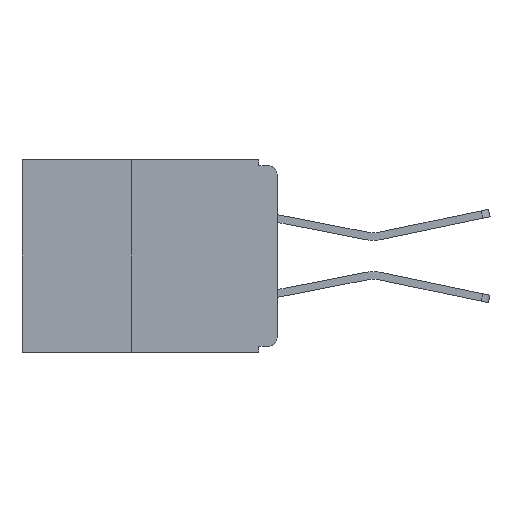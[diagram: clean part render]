
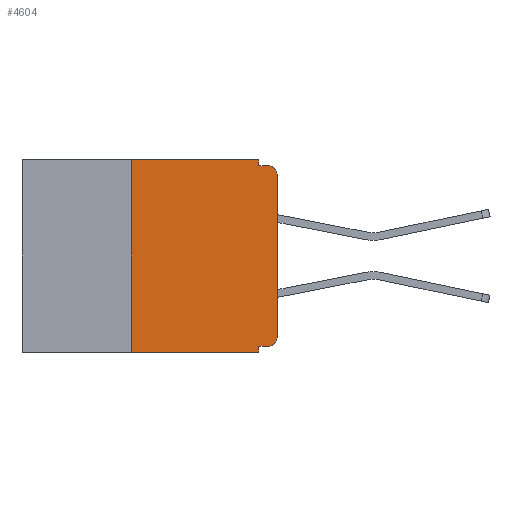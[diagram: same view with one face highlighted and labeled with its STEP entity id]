
A CAD part, left-side view. The second image highlights one B-rep face of the part: STEP entity #4604.
In plain terms, the highlighted planar face has unit normal (-1, 0, 0).
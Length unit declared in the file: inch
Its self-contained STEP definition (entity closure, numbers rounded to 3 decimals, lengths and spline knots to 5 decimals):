
#146 = VECTOR ( 'NONE', #22271, 39.37008 ) ;
#550 = DIRECTION ( 'NONE',  ( 0., 0., -1. ) ) ;
#606 = EDGE_CURVE ( 'NONE', #32543, #1768, #13996, .T. ) ;
#1541 = ORIENTED_EDGE ( 'NONE', *, *, #10517, .F. ) ;
#1768 = VERTEX_POINT ( 'NONE', #25538 ) ;
#2062 = CIRCLE ( 'NONE', #30177, 0.015 ) ;
#2872 = CARTESIAN_POINT ( 'NONE',  ( 0., 0.031, -0.32 ) ) ;
#4008 = VECTOR ( 'NONE', #15530, 39.37008 ) ;
#4604 = ADVANCED_FACE ( 'NONE', ( #9327 ), #7586, .F. ) ;
#4848 = CARTESIAN_POINT ( 'NONE',  ( 0., 0.015, -0.305 ) ) ;
#6525 = EDGE_LOOP ( 'NONE', ( #13937, #8310, #1541, #17465, #10943, #22577, #18787, #19628, #6559, #21317 ) ) ;
#6559 = ORIENTED_EDGE ( 'NONE', *, *, #33228, .F. ) ;
#6585 = VECTOR ( 'NONE', #22806, 39.37008 ) ;
#7219 = CARTESIAN_POINT ( 'NONE',  ( 0., 0.015, -0.32 ) ) ;
#7586 = PLANE ( 'NONE',  #14179 ) ;
#7631 = VERTEX_POINT ( 'NONE', #8385 ) ;
#7677 = DIRECTION ( 'NONE',  ( 0., 0., -1. ) ) ;
#7736 = CARTESIAN_POINT ( 'NONE',  ( 0., 0.031, 0. ) ) ;
#8310 = ORIENTED_EDGE ( 'NONE', *, *, #24145, .T. ) ;
#8385 = CARTESIAN_POINT ( 'NONE',  ( 0., 0.25, 0. ) ) ;
#9327 = FACE_OUTER_BOUND ( 'NONE', #6525, .T. ) ;
#9408 = CARTESIAN_POINT ( 'NONE',  ( 0., 0.031, -0.33 ) ) ;
#10121 = VECTOR ( 'NONE', #22681, 39.37008 ) ;
#10426 = DIRECTION ( 'NONE',  ( 0., 0., -1. ) ) ;
#10517 = EDGE_CURVE ( 'NONE', #1768, #14378, #26182, .T. ) ;
#10810 = VERTEX_POINT ( 'NONE', #2872 ) ;
#10943 = ORIENTED_EDGE ( 'NONE', *, *, #26741, .F. ) ;
#11127 = VERTEX_POINT ( 'NONE', #33917 ) ;
#13069 = VERTEX_POINT ( 'NONE', #7219 ) ;
#13559 = CARTESIAN_POINT ( 'NONE',  ( 0., 0.015, -0.025 ) ) ;
#13587 = VECTOR ( 'NONE', #16073, 39.37008 ) ;
#13937 = ORIENTED_EDGE ( 'NONE', *, *, #32565, .T. ) ;
#13996 = LINE ( 'NONE', #7736, #34958 ) ;
#14179 = AXIS2_PLACEMENT_3D ( 'NONE', #21396, #26890, #10426 ) ;
#14378 = VERTEX_POINT ( 'NONE', #19600 ) ;
#14862 = VECTOR ( 'NONE', #27993, 39.37008 ) ;
#15412 = CARTESIAN_POINT ( 'NONE',  ( 0., 0., -0.01 ) ) ;
#15530 = DIRECTION ( 'NONE',  ( 0., -1., 0. ) ) ;
#15696 = LINE ( 'NONE', #24544, #29421 ) ;
#15794 = AXIS2_PLACEMENT_3D ( 'NONE', #13559, #32733, #16374 ) ;
#16073 = DIRECTION ( 'NONE',  ( 0., -1., 0. ) ) ;
#16374 = DIRECTION ( 'NONE',  ( 0., 0., -1. ) ) ;
#16686 = CARTESIAN_POINT ( 'NONE',  ( 0., 0.25, -0.33 ) ) ;
#17385 = VERTEX_POINT ( 'NONE', #9408 ) ;
#17465 = ORIENTED_EDGE ( 'NONE', *, *, #606, .F. ) ;
#18787 = ORIENTED_EDGE ( 'NONE', *, *, #27532, .T. ) ;
#19600 = CARTESIAN_POINT ( 'NONE',  ( 0., 0.015, -0.01 ) ) ;
#19628 = ORIENTED_EDGE ( 'NONE', *, *, #20207, .F. ) ;
#19774 = CARTESIAN_POINT ( 'NONE',  ( 0., 0.031, 0. ) ) ;
#19963 = CARTESIAN_POINT ( 'NONE',  ( 0., 0.031, -0.33 ) ) ;
#20207 = EDGE_CURVE ( 'NONE', #10810, #17385, #32000, .T. ) ;
#20466 = EDGE_CURVE ( 'NONE', #13069, #11127, #2062, .T. ) ;
#21317 = ORIENTED_EDGE ( 'NONE', *, *, #20466, .T. ) ;
#21396 = CARTESIAN_POINT ( 'NONE',  ( 0., 0.437, 0. ) ) ;
#22196 = LINE ( 'NONE', #25279, #14862 ) ;
#22271 = DIRECTION ( 'NONE',  ( 0., -1., 0. ) ) ;
#22577 = ORIENTED_EDGE ( 'NONE', *, *, #32969, .F. ) ;
#22587 = LINE ( 'NONE', #24933, #146 ) ;
#22681 = DIRECTION ( 'NONE',  ( 0., 0., -1. ) ) ;
#22806 = DIRECTION ( 'NONE',  ( 0., 1., 0. ) ) ;
#24145 = EDGE_CURVE ( 'NONE', #32867, #14378, #33066, .T. ) ;
#24262 = DIRECTION ( 'NONE',  ( -1., 0., 0. ) ) ;
#24544 = CARTESIAN_POINT ( 'NONE',  ( 0., 0.25, -0.33 ) ) ;
#24933 = CARTESIAN_POINT ( 'NONE',  ( 0., 0.437, -0.33 ) ) ;
#25279 = CARTESIAN_POINT ( 'NONE',  ( 0., 0., 0. ) ) ;
#25538 = CARTESIAN_POINT ( 'NONE',  ( 0., 0.031, -0.01 ) ) ;
#25598 = CARTESIAN_POINT ( 'NONE',  ( 0., 0., -0.32 ) ) ;
#26182 = LINE ( 'NONE', #15412, #4008 ) ;
#26562 = CARTESIAN_POINT ( 'NONE',  ( 0., 0., -0.025 ) ) ;
#26741 = EDGE_CURVE ( 'NONE', #7631, #32543, #35422, .T. ) ;
#26890 = DIRECTION ( 'NONE',  ( 1., 0., 0. ) ) ;
#27251 = DIRECTION ( 'NONE',  ( 0., 0., 1. ) ) ;
#27532 = EDGE_CURVE ( 'NONE', #34240, #17385, #22587, .T. ) ;
#27993 = DIRECTION ( 'NONE',  ( 0., 0., 1. ) ) ;
#29421 = VECTOR ( 'NONE', #27251, 39.37008 ) ;
#30177 = AXIS2_PLACEMENT_3D ( 'NONE', #4848, #24262, #7677 ) ;
#32000 = LINE ( 'NONE', #19963, #10121 ) ;
#32011 = LINE ( 'NONE', #25598, #6585 ) ;
#32457 = CARTESIAN_POINT ( 'NONE',  ( 0., 0.437, 0. ) ) ;
#32543 = VERTEX_POINT ( 'NONE', #19774 ) ;
#32565 = EDGE_CURVE ( 'NONE', #11127, #32867, #22196, .T. ) ;
#32733 = DIRECTION ( 'NONE',  ( -1., 0., 0. ) ) ;
#32867 = VERTEX_POINT ( 'NONE', #26562 ) ;
#32969 = EDGE_CURVE ( 'NONE', #34240, #7631, #15696, .T. ) ;
#33066 = CIRCLE ( 'NONE', #15794, 0.015 ) ;
#33228 = EDGE_CURVE ( 'NONE', #13069, #10810, #32011, .T. ) ;
#33917 = CARTESIAN_POINT ( 'NONE',  ( 0., 0., -0.305 ) ) ;
#34240 = VERTEX_POINT ( 'NONE', #16686 ) ;
#34958 = VECTOR ( 'NONE', #550, 39.37008 ) ;
#35422 = LINE ( 'NONE', #32457, #13587 ) ;
